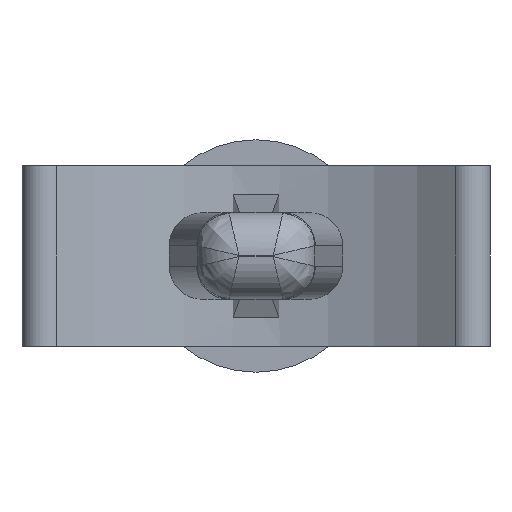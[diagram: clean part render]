
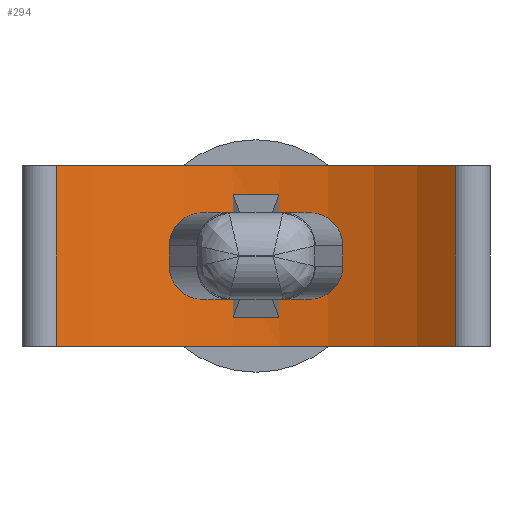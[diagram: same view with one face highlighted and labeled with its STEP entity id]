
A CAD part, front view. The second image highlights one B-rep face of the part: STEP entity #294.
In plain terms, the highlighted cylindrical face has radius 9.14 mm (diameter 18.28 mm), a partial arc.
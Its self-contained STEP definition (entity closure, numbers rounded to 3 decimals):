
#294 = ADVANCED_FACE( '', ( #652, #653 ), #654, .F. );
#652 = FACE_OUTER_BOUND( '', #1333, .T. );
#653 = FACE_BOUND( '', #1334, .T. );
#654 = CYLINDRICAL_SURFACE( '', #1335, 9.14 );
#1333 = EDGE_LOOP( '', ( #2783, #2784, #2785, #2786 ) );
#1334 = EDGE_LOOP( '', ( #2787, #2788, #2789, #2790 ) );
#1335 = AXIS2_PLACEMENT_3D( '', #2791, #2792, #2793 );
#2783 = ORIENTED_EDGE( '', *, *, #3529, .T. );
#2784 = ORIENTED_EDGE( '', *, *, #3651, .F. );
#2785 = ORIENTED_EDGE( '', *, *, #3648, .F. );
#2786 = ORIENTED_EDGE( '', *, *, #3652, .T. );
#2787 = ORIENTED_EDGE( '', *, *, #3653, .T. );
#2788 = ORIENTED_EDGE( '', *, *, #3654, .T. );
#2789 = ORIENTED_EDGE( '', *, *, #3461, .T. );
#2790 = ORIENTED_EDGE( '', *, *, #3655, .T. );
#2791 = CARTESIAN_POINT( '', ( 0., -15.49, 2.75 ) );
#2792 = DIRECTION( '', ( 0., 0., 1. ) );
#2793 = DIRECTION( '', ( -1., 0., 0. ) );
#3461 = EDGE_CURVE( '', #4021, #4022, #4023, .T. );
#3529 = EDGE_CURVE( '', #4125, #4123, #4126, .T. );
#3648 = EDGE_CURVE( '', #4294, #4296, #4297, .T. );
#3651 = EDGE_CURVE( '', #4296, #4123, #4300, .T. );
#3652 = EDGE_CURVE( '', #4294, #4125, #4301, .T. );
#3653 = EDGE_CURVE( '', #4302, #4303, #4304, .T. );
#3654 = EDGE_CURVE( '', #4303, #4021, #4305, .T. );
#3655 = EDGE_CURVE( '', #4022, #4302, #4306, .F. );
#4021 = VERTEX_POINT( '', #4762 );
#4022 = VERTEX_POINT( '', #4763 );
#4023 = CIRCLE( '', #4764, 9.14 );
#4123 = VERTEX_POINT( '', #4904 );
#4125 = VERTEX_POINT( '', #4906 );
#4126 = CIRCLE( '', #4907, 9.14 );
#4294 = VERTEX_POINT( '', #5140 );
#4296 = VERTEX_POINT( '', #5142 );
#4297 = CIRCLE( '', #5143, 9.14 );
#4300 = LINE( '', #5146, #5147 );
#4301 = LINE( '', #5148, #5149 );
#4302 = VERTEX_POINT( '', #5150 );
#4303 = VERTEX_POINT( '', #5151 );
#4304 = CIRCLE( '', #5152, 9.14 );
#4305 = LINE( '', #5153, #5154 );
#4306 = LINE( '', #5155, #5156 );
#4762 = CARTESIAN_POINT( '', ( 0.7, -6.377, -1.875 ) );
#4763 = CARTESIAN_POINT( '', ( -0.7, -6.377, -1.875 ) );
#4764 = AXIS2_PLACEMENT_3D( '', #5525, #5526, #5527 );
#4904 = CARTESIAN_POINT( '', ( 6.107, -8.69, -2.75 ) );
#4906 = CARTESIAN_POINT( '', ( -6.107, -8.69, -2.75 ) );
#4907 = AXIS2_PLACEMENT_3D( '', #5604, #5605, #5606 );
#5140 = CARTESIAN_POINT( '', ( -6.107, -8.69, 2.75 ) );
#5142 = CARTESIAN_POINT( '', ( 6.107, -8.69, 2.75 ) );
#5143 = AXIS2_PLACEMENT_3D( '', #5750, #5751, #5752 );
#5146 = CARTESIAN_POINT( '', ( 6.107, -8.69, 2.75 ) );
#5147 = VECTOR( '', #5756, 1000. );
#5148 = CARTESIAN_POINT( '', ( -6.107, -8.69, 2.75 ) );
#5149 = VECTOR( '', #5757, 1000. );
#5150 = CARTESIAN_POINT( '', ( -0.7, -6.377, 1.875 ) );
#5151 = CARTESIAN_POINT( '', ( 0.7, -6.377, 1.875 ) );
#5152 = AXIS2_PLACEMENT_3D( '', #5758, #5759, #5760 );
#5153 = CARTESIAN_POINT( '', ( 0.7, -6.377, 2.75 ) );
#5154 = VECTOR( '', #5761, 1000. );
#5155 = CARTESIAN_POINT( '', ( -0.7, -6.377, 2.75 ) );
#5156 = VECTOR( '', #5762, 1000. );
#5525 = CARTESIAN_POINT( '', ( 0., -15.49, -1.875 ) );
#5526 = DIRECTION( '', ( 0., 0., 1. ) );
#5527 = DIRECTION( '', ( 1., 0., 0. ) );
#5604 = CARTESIAN_POINT( '', ( 0., -15.49, -2.75 ) );
#5605 = DIRECTION( '', ( 0., 0., -1. ) );
#5606 = DIRECTION( '', ( 1., 0., 0. ) );
#5750 = CARTESIAN_POINT( '', ( 0., -15.49, 2.75 ) );
#5751 = DIRECTION( '', ( 0., 0., -1. ) );
#5752 = DIRECTION( '', ( 1., 0., 0. ) );
#5756 = DIRECTION( '', ( 0., 0., -1. ) );
#5757 = DIRECTION( '', ( 0., 0., -1. ) );
#5758 = CARTESIAN_POINT( '', ( 0., -15.49, 1.875 ) );
#5759 = DIRECTION( '', ( 0., 0., -1. ) );
#5760 = DIRECTION( '', ( -1., 0., 0. ) );
#5761 = DIRECTION( '', ( 0., 0., -1. ) );
#5762 = DIRECTION( '', ( 0., 0., -1. ) );
